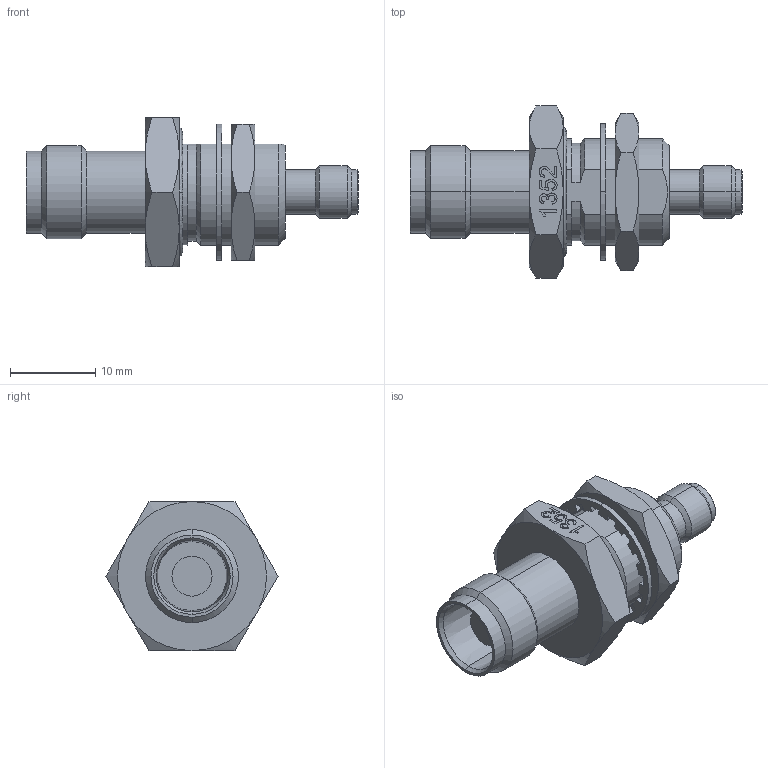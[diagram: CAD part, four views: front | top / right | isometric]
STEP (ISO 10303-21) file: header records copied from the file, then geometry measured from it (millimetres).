
FILE_DESCRIPTION (( 'STEP AP214' ), '1' );
FILE_NAME ('FMAD1352_3D.step', '2024-07-24T17:18:35', ( '' ), ( '' ), 'SwSTEP 2.0', 'SolidWorks 2022', '' );
FILE_SCHEMA (( 'AUTOMOTIVE_DESIGN' ));
Length unit declared in the file: inch
Products named in the file (5): Copy of BNC8105S-6^FMAD1352; Copy of BNC8105S-7^FMAD1352; Copy of ADS-T8A8-BF-18-GB^FMAD1352; FMAD1352_3D; Copy of A8N8-P4-5^FMAD1352
Assembly tree (4 placements, depth 2):
  FMAD1352_3D
    Copy of ADS-T8A8-BF-18-GB^FMAD1352
    Copy of A8N8-P4-5^FMAD1352
    Copy of BNC8105S-6^FMAD1352
    Copy of BNC8105S-7^FMAD1352
Bounding box: 39 x 20.21 x 17.53 mm (x, y, z)
Volume: 3795.5 mm3; surface area: 3115.6 mm2
Topology: 4 solids, 4 shells, 232 faces, 585 edges, 372 vertices
Faces by surface type: plane 84, cylinder 62, bspline 50, cone 36
Entity records: 9210 total; most frequent: CARTESIAN_POINT 3664, ORIENTED_EDGE 1170, DIRECTION 1018, EDGE_CURVE 585, VERTEX_POINT 372, AXIS2_PLACEMENT_3D 364, VECTOR 290, LINE 290
